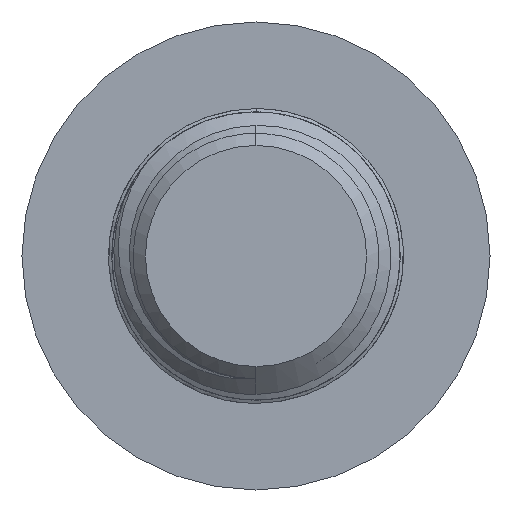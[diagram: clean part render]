
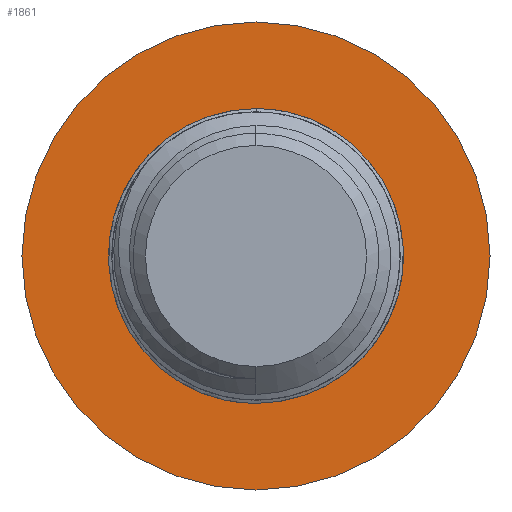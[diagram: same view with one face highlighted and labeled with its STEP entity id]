
A CAD part, left-side view. The second image highlights one B-rep face of the part: STEP entity #1861.
In plain terms, the highlighted planar face has unit normal (-1, 0, 0).
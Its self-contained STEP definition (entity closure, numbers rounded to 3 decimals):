
#149 = CIRCLE ( 'NONE', #790, 6. ) ;
#173 = EDGE_CURVE ( 'NONE', #2600, #1843, #149, .T. ) ;
#184 = DIRECTION ( 'NONE',  ( 1., 0., 0. ) ) ;
#337 = CARTESIAN_POINT ( 'NONE',  ( 222., 0., 6. ) ) ;
#374 = EDGE_CURVE ( 'NONE', #893, #392, #2256, .T. ) ;
#392 = VERTEX_POINT ( 'NONE', #2139 ) ;
#394 = ORIENTED_EDGE ( 'NONE', *, *, #966, .T. ) ;
#395 = DIRECTION ( 'NONE',  ( 1., 0., 0. ) ) ;
#445 = AXIS2_PLACEMENT_3D ( 'NONE', #629, #395, #2060 ) ;
#547 = CARTESIAN_POINT ( 'NONE',  ( 222., 0., 0. ) ) ;
#552 = ORIENTED_EDGE ( 'NONE', *, *, #173, .T. ) ;
#561 = CARTESIAN_POINT ( 'NONE',  ( 222., 0., 9.525 ) ) ;
#590 = CIRCLE ( 'NONE', #2304, 6. ) ;
#629 = CARTESIAN_POINT ( 'NONE',  ( 222., 0., 0. ) ) ;
#637 = AXIS2_PLACEMENT_3D ( 'NONE', #1108, #184, #1555 ) ;
#705 = CARTESIAN_POINT ( 'NONE',  ( 222., 0., 0. ) ) ;
#790 = AXIS2_PLACEMENT_3D ( 'NONE', #705, #1117, #3011 ) ;
#893 = VERTEX_POINT ( 'NONE', #561 ) ;
#914 = EDGE_LOOP ( 'NONE', ( #394, #552 ) ) ;
#950 = CIRCLE ( 'NONE', #445, 9.525 ) ;
#966 = EDGE_CURVE ( 'NONE', #1843, #2600, #590, .T. ) ;
#988 = ORIENTED_EDGE ( 'NONE', *, *, #374, .F. ) ;
#1077 = PLANE ( 'NONE',  #637 ) ;
#1108 = CARTESIAN_POINT ( 'NONE',  ( 222., 0., 0. ) ) ;
#1117 = DIRECTION ( 'NONE',  ( 1., 0., 0. ) ) ;
#1487 = DIRECTION ( 'NONE',  ( 1., 0., 0. ) ) ;
#1488 = DIRECTION ( 'NONE',  ( 1., 0., 0. ) ) ;
#1555 = DIRECTION ( 'NONE',  ( 0., 0., -1. ) ) ;
#1670 = CARTESIAN_POINT ( 'NONE',  ( 222., 0., 0. ) ) ;
#1843 = VERTEX_POINT ( 'NONE', #337 ) ;
#1861 = ADVANCED_FACE ( 'NONE', ( #2710, #2020 ), #1077, .F. ) ;
#1873 = ORIENTED_EDGE ( 'NONE', *, *, #2898, .F. ) ;
#1926 = EDGE_LOOP ( 'NONE', ( #988, #1873 ) ) ;
#1965 = AXIS2_PLACEMENT_3D ( 'NONE', #1670, #1487, #2388 ) ;
#2020 = FACE_OUTER_BOUND ( 'NONE', #1926, .T. ) ;
#2060 = DIRECTION ( 'NONE',  ( 0., 0., -1. ) ) ;
#2139 = CARTESIAN_POINT ( 'NONE',  ( 222., 0., -9.525 ) ) ;
#2256 = CIRCLE ( 'NONE', #1965, 9.525 ) ;
#2304 = AXIS2_PLACEMENT_3D ( 'NONE', #547, #1488, #2419 ) ;
#2388 = DIRECTION ( 'NONE',  ( 0., 0., -1. ) ) ;
#2419 = DIRECTION ( 'NONE',  ( 0., 0., -1. ) ) ;
#2600 = VERTEX_POINT ( 'NONE', #2859 ) ;
#2710 = FACE_BOUND ( 'NONE', #914, .T. ) ;
#2859 = CARTESIAN_POINT ( 'NONE',  ( 222., 0., -6. ) ) ;
#2898 = EDGE_CURVE ( 'NONE', #392, #893, #950, .T. ) ;
#3011 = DIRECTION ( 'NONE',  ( 0., 0., -1. ) ) ;
